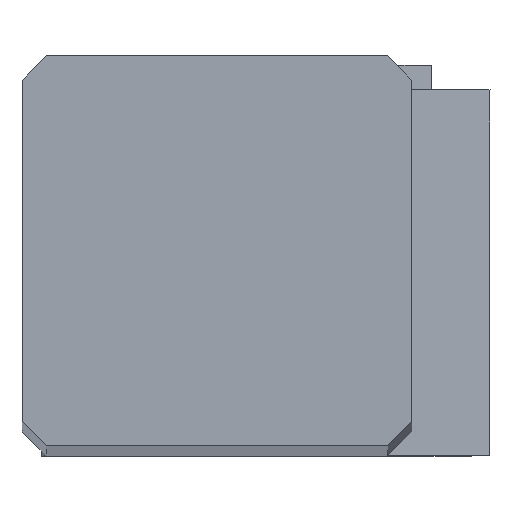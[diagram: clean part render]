
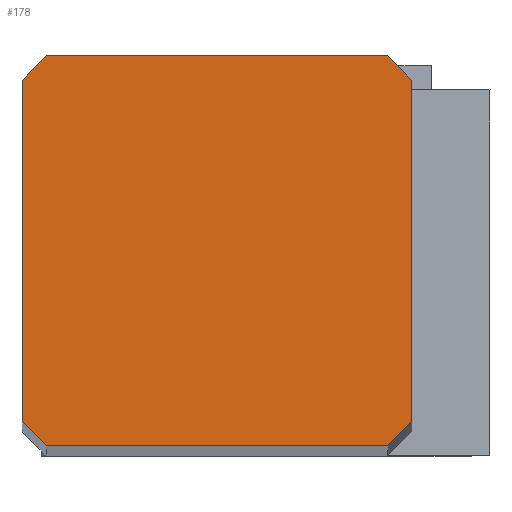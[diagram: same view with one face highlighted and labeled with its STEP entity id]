
A CAD part, top view. The second image highlights one B-rep face of the part: STEP entity #178.
In plain terms, the highlighted planar face has unit normal (0, 0, 1).
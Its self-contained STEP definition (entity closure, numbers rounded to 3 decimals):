
#118=FACE_OUTER_BOUND('',#272,.T.);
#178=ADVANCED_FACE('',(#118),#235,.T.);
#235=PLANE('',#1262);
#272=EDGE_LOOP('',(#614,#615,#616,#617,#618,#619,#620,#621));
#321=LINE('',#1697,#413);
#323=LINE('',#1705,#415);
#368=LINE('',#1882,#460);
#369=LINE('',#1884,#461);
#370=LINE('',#1886,#462);
#371=LINE('',#1888,#463);
#372=LINE('',#1890,#464);
#373=LINE('',#1892,#465);
#413=VECTOR('',#1370,1.);
#415=VECTOR('',#1378,1.);
#460=VECTOR('',#1471,1.);
#461=VECTOR('',#1474,1.);
#462=VECTOR('',#1475,1.);
#463=VECTOR('',#1476,1.);
#464=VECTOR('',#1477,1.);
#465=VECTOR('',#1478,1.);
#614=ORIENTED_EDGE('',*,*,#1014,.F.);
#615=ORIENTED_EDGE('',*,*,#1015,.F.);
#616=ORIENTED_EDGE('',*,*,#1016,.T.);
#617=ORIENTED_EDGE('',*,*,#1017,.F.);
#618=ORIENTED_EDGE('',*,*,#1018,.T.);
#619=ORIENTED_EDGE('',*,*,#956,.F.);
#620=ORIENTED_EDGE('',*,*,#952,.T.);
#621=ORIENTED_EDGE('',*,*,#1013,.F.);
#840=VERTEX_POINT('',#1696);
#841=VERTEX_POINT('',#1698);
#844=VERTEX_POINT('',#1706);
#883=VERTEX_POINT('',#1881);
#884=VERTEX_POINT('',#1885);
#885=VERTEX_POINT('',#1887);
#886=VERTEX_POINT('',#1889);
#887=VERTEX_POINT('',#1891);
#952=EDGE_CURVE('',#841,#840,#321,.T.);
#956=EDGE_CURVE('',#841,#844,#323,.T.);
#1013=EDGE_CURVE('',#883,#840,#368,.T.);
#1014=EDGE_CURVE('',#884,#883,#369,.T.);
#1015=EDGE_CURVE('',#885,#884,#370,.T.);
#1016=EDGE_CURVE('',#885,#886,#371,.T.);
#1017=EDGE_CURVE('',#887,#886,#372,.T.);
#1018=EDGE_CURVE('',#887,#844,#373,.T.);
#1262=AXIS2_PLACEMENT_3D('',#1893,#1479,#1480);
#1370=DIRECTION('',(1.,0.,0.));
#1378=DIRECTION('',(-0.707,0.707,0.));
#1471=DIRECTION('',(-0.707,-0.707,0.));
#1474=DIRECTION('',(0.,-1.,0.));
#1475=DIRECTION('',(0.707,-0.707,0.));
#1476=DIRECTION('',(-1.,0.,0.));
#1477=DIRECTION('',(0.707,0.707,0.));
#1478=DIRECTION('',(0.,-1.,0.));
#1479=DIRECTION('',(0.,0.,1.));
#1480=DIRECTION('',(1.,0.,0.));
#1696=CARTESIAN_POINT('',(-0.5,0.,0.));
#1697=CARTESIAN_POINT('',(-7.5,0.,0.));
#1698=CARTESIAN_POINT('',(-7.5,0.,0.));
#1705=CARTESIAN_POINT('',(-7.5,0.,0.));
#1706=CARTESIAN_POINT('',(-8.,0.5,0.));
#1881=CARTESIAN_POINT('',(0.,0.5,0.));
#1882=CARTESIAN_POINT('',(0.,0.5,0.));
#1884=CARTESIAN_POINT('',(0.,7.5,0.));
#1885=CARTESIAN_POINT('',(0.,7.5,0.));
#1886=CARTESIAN_POINT('',(-0.5,8.,0.));
#1887=CARTESIAN_POINT('',(-0.5,8.,0.));
#1888=CARTESIAN_POINT('',(-0.5,8.,0.));
#1889=CARTESIAN_POINT('',(-7.5,8.,0.));
#1890=CARTESIAN_POINT('',(-8.,7.5,0.));
#1891=CARTESIAN_POINT('',(-8.,7.5,0.));
#1892=CARTESIAN_POINT('',(-8.,7.5,0.));
#1893=CARTESIAN_POINT('',(-4.,4.,0.));
